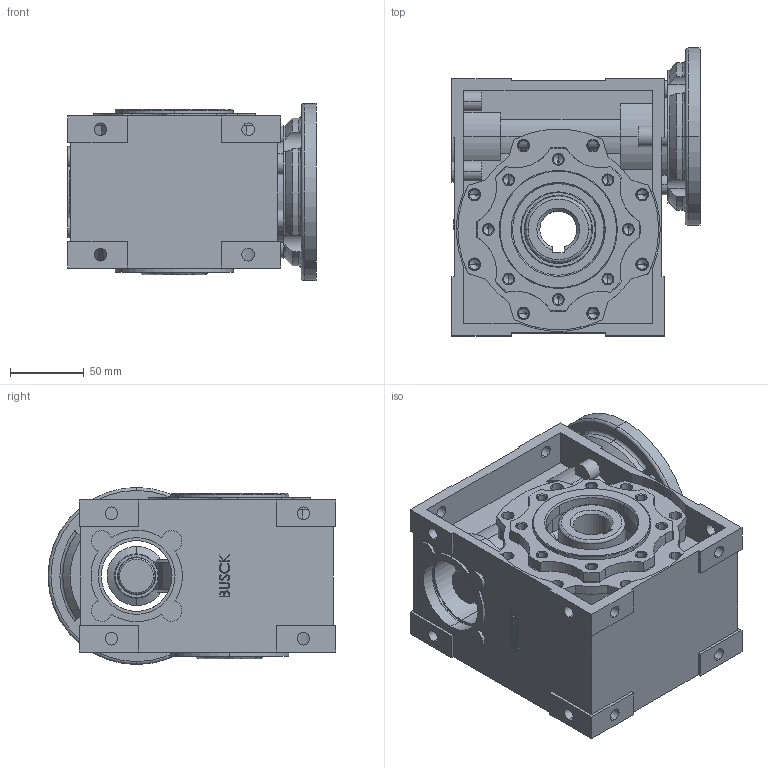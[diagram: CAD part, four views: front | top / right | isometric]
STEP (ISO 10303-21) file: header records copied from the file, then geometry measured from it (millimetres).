
FILE_DESCRIPTION (( 'STEP AP203' ), '1' );
FILE_NAME ('SB063 80B14.STEP', '2009-01-31T11:18:10', ( ' ' ), ( '' ), 'SwSTEP 2.0', 'SolidWorks 2008', '' );
FILE_SCHEMA (( 'CONFIG_CONTROL_DESIGN' ));
Length unit declared in the file: millimetre
Products named in the file (8): SB63casing; SB63cover; SB063 80B14; SB63-50worm wheel; SB63input flange; SB63-50worm shaft; NMRV63casing_2; NMRV63casing_1
Assembly tree (7 placements, depth 3):
  SB063 80B14
    SB63-50worm wheel
    SB63cover
    SB63-50worm shaft
    SB63casing
      NMRV63casing_1
      NMRV63casing_2
    SB63input flange
Bounding box: 168 x 195 x 120 mm (x, y, z)
Volume: 1479574.7 mm3; surface area: 345738.7 mm2
Topology: 6 solids, 6 shells, 799 faces, 2058 edges, 1284 vertices
Faces by surface type: cylinder 372, plane 176, cone 167, bspline 77, torus 7
Entity records: 28641 total; most frequent: CARTESIAN_POINT 8292, DIRECTION 4200, ORIENTED_EDGE 4016, EDGE_CURVE 2008, AXIS2_PLACEMENT_3D 1638, VERTEX_POINT 1284, EDGE_LOOP 944, VECTOR 924
